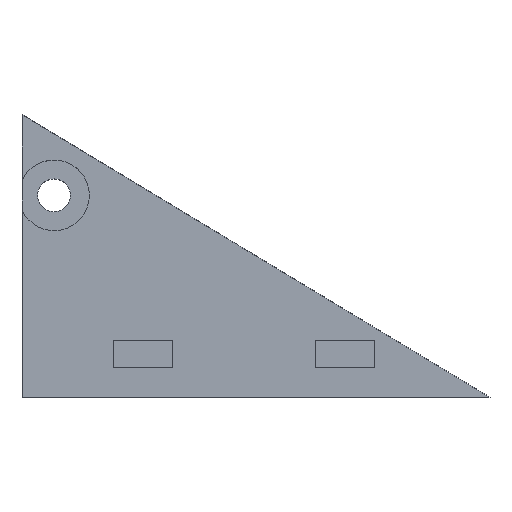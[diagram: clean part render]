
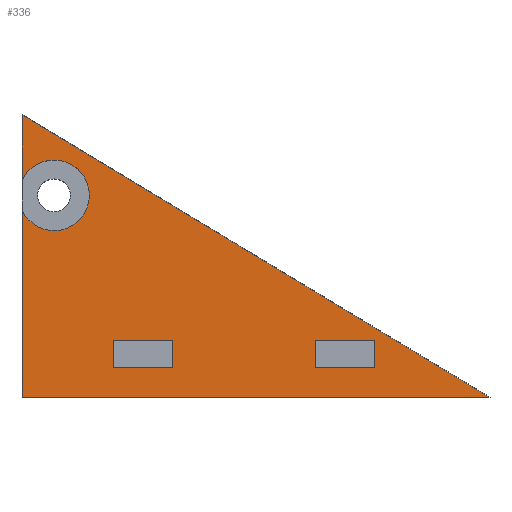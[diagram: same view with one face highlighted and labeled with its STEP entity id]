
A CAD part, top view. The second image highlights one B-rep face of the part: STEP entity #336.
In plain terms, the highlighted planar face has unit normal (0, 0, 1).
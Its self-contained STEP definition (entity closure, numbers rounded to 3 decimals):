
#2 = ORIENTED_EDGE ( 'NONE', *, *, #639, .F. ) ;
#13 = AXIS2_PLACEMENT_3D ( 'NONE', #857, #63, #531 ) ;
#17 = VECTOR ( 'NONE', #622, 1000. ) ;
#19 = VERTEX_POINT ( 'NONE', #97 ) ;
#28 = VECTOR ( 'NONE', #661, 1000. ) ;
#30 = EDGE_LOOP ( 'NONE', ( #422, #2, #991, #629 ) ) ;
#35 = VERTEX_POINT ( 'NONE', #889 ) ;
#42 = VECTOR ( 'NONE', #607, 1000. ) ;
#43 = CARTESIAN_POINT ( 'NONE',  ( 29.063, 5.65, 3.175 ) ) ;
#45 = EDGE_CURVE ( 'NONE', #291, #916, #301, .T. ) ;
#61 = EDGE_CURVE ( 'NONE', #35, #488, #998, .T. ) ;
#63 = DIRECTION ( 'NONE',  ( 0., 0., 1. ) ) ;
#71 = CARTESIAN_POINT ( 'NONE',  ( 9.063, 5.65, 3.175 ) ) ;
#74 = CARTESIAN_POINT ( 'NONE',  ( 6.675, 20., 3.175 ) ) ;
#97 = CARTESIAN_POINT ( 'NONE',  ( 46.35, 0., 3.175 ) ) ;
#98 = VERTEX_POINT ( 'NONE', #176 ) ;
#99 = LINE ( 'NONE', #862, #42 ) ;
#100 = VERTEX_POINT ( 'NONE', #669 ) ;
#110 = FACE_BOUND ( 'NONE', #868, .T. ) ;
#119 = EDGE_CURVE ( 'NONE', #488, #263, #204, .T. ) ;
#123 = CARTESIAN_POINT ( 'NONE',  ( 9.063, 5.65, 3.175 ) ) ;
#125 = EDGE_CURVE ( 'NONE', #263, #140, #803, .T. ) ;
#140 = VERTEX_POINT ( 'NONE', #43 ) ;
#171 = EDGE_CURVE ( 'NONE', #19, #100, #290, .T. ) ;
#176 = CARTESIAN_POINT ( 'NONE',  ( 0., 18.527, 3.175 ) ) ;
#182 = EDGE_CURVE ( 'NONE', #761, #291, #690, .T. ) ;
#204 = LINE ( 'NONE', #738, #784 ) ;
#258 = VERTEX_POINT ( 'NONE', #683 ) ;
#263 = VERTEX_POINT ( 'NONE', #927 ) ;
#269 = DIRECTION ( 'NONE',  ( 0., 1., 0. ) ) ;
#274 = VECTOR ( 'NONE', #963, 1000. ) ;
#276 = DIRECTION ( 'NONE',  ( -1., 0., 0. ) ) ;
#286 = EDGE_CURVE ( 'NONE', #98, #754, #99, .T. ) ;
#290 = LINE ( 'NONE', #976, #988 ) ;
#291 = VERTEX_POINT ( 'NONE', #71 ) ;
#301 = LINE ( 'NONE', #736, #274 ) ;
#308 = ORIENTED_EDGE ( 'NONE', *, *, #996, .T. ) ;
#311 = DIRECTION ( 'NONE',  ( 0., -1., 0. ) ) ;
#320 = ORIENTED_EDGE ( 'NONE', *, *, #286, .T. ) ;
#326 = DIRECTION ( 'NONE',  ( 1., 0., 0. ) ) ;
#336 = ADVANCED_FACE ( 'NONE', ( #110, #692, #955 ), #371, .T. ) ;
#345 = CARTESIAN_POINT ( 'NONE',  ( 29.063, 2.9, 3.175 ) ) ;
#360 = EDGE_LOOP ( 'NONE', ( #865, #320, #308, #511, #775, #483 ) ) ;
#363 = ORIENTED_EDGE ( 'NONE', *, *, #423, .F. ) ;
#364 = CARTESIAN_POINT ( 'NONE',  ( 0., 0., 3.175 ) ) ;
#365 = DIRECTION ( 'NONE',  ( -0.856, 0.517, 0. ) ) ;
#370 = CARTESIAN_POINT ( 'NONE',  ( 3.175, 20., 3.175 ) ) ;
#371 = PLANE ( 'NONE',  #13 ) ;
#422 = ORIENTED_EDGE ( 'NONE', *, *, #673, .F. ) ;
#423 = EDGE_CURVE ( 'NONE', #140, #35, #820, .T. ) ;
#428 = VECTOR ( 'NONE', #276, 1000. ) ;
#429 = DIRECTION ( 'NONE',  ( -1., 0., 0. ) ) ;
#441 = AXIS2_PLACEMENT_3D ( 'NONE', #474, #717, #326 ) ;
#470 = VECTOR ( 'NONE', #429, 1000. ) ;
#474 = CARTESIAN_POINT ( 'NONE',  ( 3.175, 20., 3.175 ) ) ;
#483 = ORIENTED_EDGE ( 'NONE', *, *, #687, .F. ) ;
#488 = VERTEX_POINT ( 'NONE', #938 ) ;
#491 = EDGE_CURVE ( 'NONE', #98, #794, #767, .T. ) ;
#498 = LINE ( 'NONE', #801, #819 ) ;
#511 = ORIENTED_EDGE ( 'NONE', *, *, #171, .T. ) ;
#531 = DIRECTION ( 'NONE',  ( 1., 0., 0. ) ) ;
#601 = DIRECTION ( 'NONE',  ( 0., 1., 0. ) ) ;
#602 = LINE ( 'NONE', #877, #623 ) ;
#607 = DIRECTION ( 'NONE',  ( 0., -1., 0. ) ) ;
#622 = DIRECTION ( 'NONE',  ( 0., -1., 0. ) ) ;
#623 = VECTOR ( 'NONE', #707, 1000. ) ;
#629 = ORIENTED_EDGE ( 'NONE', *, *, #182, .F. ) ;
#639 = EDGE_CURVE ( 'NONE', #916, #258, #498, .T. ) ;
#661 = DIRECTION ( 'NONE',  ( 1., 0., 0. ) ) ;
#669 = CARTESIAN_POINT ( 'NONE',  ( 0., 28., 3.175 ) ) ;
#673 = EDGE_CURVE ( 'NONE', #258, #761, #964, .T. ) ;
#683 = CARTESIAN_POINT ( 'NONE',  ( 14.938, 2.9, 3.175 ) ) ;
#686 = LINE ( 'NONE', #780, #700 ) ;
#687 = EDGE_CURVE ( 'NONE', #794, #841, #755, .T. ) ;
#690 = LINE ( 'NONE', #123, #428 ) ;
#692 = FACE_BOUND ( 'NONE', #30, .T. ) ;
#700 = VECTOR ( 'NONE', #311, 1000. ) ;
#707 = DIRECTION ( 'NONE',  ( 1., 0., 0. ) ) ;
#717 = DIRECTION ( 'NONE',  ( 0., 0., 1. ) ) ;
#736 = CARTESIAN_POINT ( 'NONE',  ( 9.063, 5.65, 3.175 ) ) ;
#738 = CARTESIAN_POINT ( 'NONE',  ( 34.938, 5.65, 3.175 ) ) ;
#739 = ORIENTED_EDGE ( 'NONE', *, *, #125, .F. ) ;
#754 = VERTEX_POINT ( 'NONE', #364 ) ;
#755 = CIRCLE ( 'NONE', #762, 3.5 ) ;
#761 = VERTEX_POINT ( 'NONE', #853 ) ;
#762 = AXIS2_PLACEMENT_3D ( 'NONE', #370, #824, #913 ) ;
#767 = CIRCLE ( 'NONE', #441, 3.5 ) ;
#775 = ORIENTED_EDGE ( 'NONE', *, *, #984, .T. ) ;
#780 = CARTESIAN_POINT ( 'NONE',  ( 0., 0., 3.175 ) ) ;
#784 = VECTOR ( 'NONE', #269, 1000. ) ;
#789 = CARTESIAN_POINT ( 'NONE',  ( 29.063, 5.65, 3.175 ) ) ;
#794 = VERTEX_POINT ( 'NONE', #74 ) ;
#801 = CARTESIAN_POINT ( 'NONE',  ( 9.063, 2.9, 3.175 ) ) ;
#803 = LINE ( 'NONE', #817, #470 ) ;
#807 = ORIENTED_EDGE ( 'NONE', *, *, #119, .F. ) ;
#817 = CARTESIAN_POINT ( 'NONE',  ( 29.063, 5.65, 3.175 ) ) ;
#819 = VECTOR ( 'NONE', #895, 1000. ) ;
#820 = LINE ( 'NONE', #789, #17 ) ;
#824 = DIRECTION ( 'NONE',  ( 0., 0., 1. ) ) ;
#841 = VERTEX_POINT ( 'NONE', #929 ) ;
#853 = CARTESIAN_POINT ( 'NONE',  ( 14.938, 5.65, 3.175 ) ) ;
#857 = CARTESIAN_POINT ( 'NONE',  ( 0., 0., 3.175 ) ) ;
#861 = CARTESIAN_POINT ( 'NONE',  ( 9.063, 2.9, 3.175 ) ) ;
#862 = CARTESIAN_POINT ( 'NONE',  ( 0., 0., 3.175 ) ) ;
#865 = ORIENTED_EDGE ( 'NONE', *, *, #491, .F. ) ;
#868 = EDGE_LOOP ( 'NONE', ( #807, #978, #363, #739 ) ) ;
#877 = CARTESIAN_POINT ( 'NONE',  ( 0., 0., 3.175 ) ) ;
#889 = CARTESIAN_POINT ( 'NONE',  ( 29.063, 2.9, 3.175 ) ) ;
#895 = DIRECTION ( 'NONE',  ( 1., 0., 0. ) ) ;
#913 = DIRECTION ( 'NONE',  ( 1., 0., 0. ) ) ;
#916 = VERTEX_POINT ( 'NONE', #861 ) ;
#927 = CARTESIAN_POINT ( 'NONE',  ( 34.938, 5.65, 3.175 ) ) ;
#929 = CARTESIAN_POINT ( 'NONE',  ( 0., 21.473, 3.175 ) ) ;
#938 = CARTESIAN_POINT ( 'NONE',  ( 34.938, 2.9, 3.175 ) ) ;
#955 = FACE_OUTER_BOUND ( 'NONE', #360, .T. ) ;
#963 = DIRECTION ( 'NONE',  ( 0., -1., 0. ) ) ;
#964 = LINE ( 'NONE', #986, #999 ) ;
#976 = CARTESIAN_POINT ( 'NONE',  ( 34.056, 7.427, 3.175 ) ) ;
#978 = ORIENTED_EDGE ( 'NONE', *, *, #61, .F. ) ;
#984 = EDGE_CURVE ( 'NONE', #100, #841, #686, .T. ) ;
#986 = CARTESIAN_POINT ( 'NONE',  ( 14.938, 5.65, 3.175 ) ) ;
#988 = VECTOR ( 'NONE', #365, 1000. ) ;
#991 = ORIENTED_EDGE ( 'NONE', *, *, #45, .F. ) ;
#996 = EDGE_CURVE ( 'NONE', #754, #19, #602, .T. ) ;
#998 = LINE ( 'NONE', #345, #28 ) ;
#999 = VECTOR ( 'NONE', #601, 1000. ) ;
